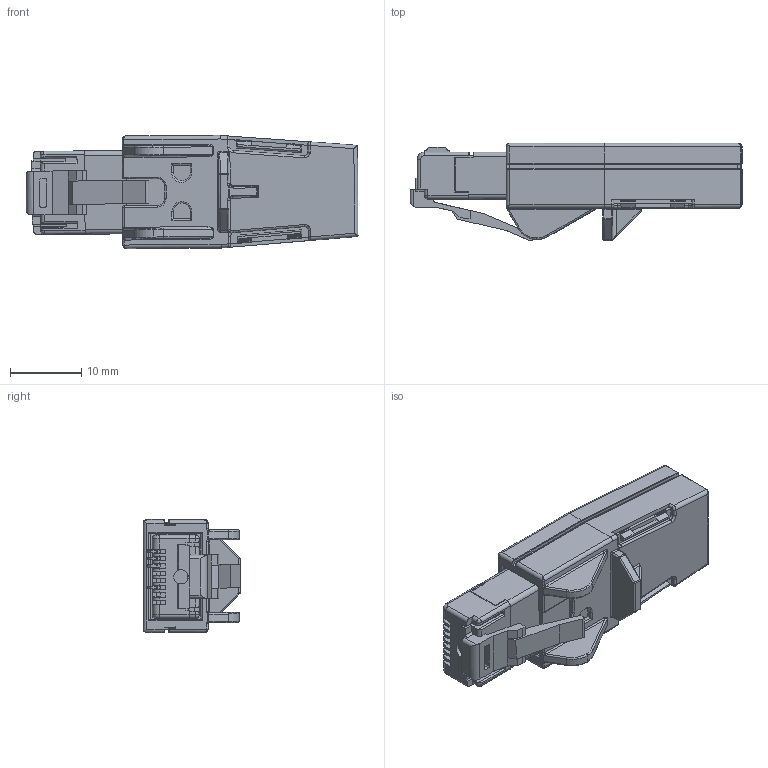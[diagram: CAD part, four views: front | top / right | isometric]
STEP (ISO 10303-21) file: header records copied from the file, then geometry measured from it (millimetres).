
FILE_DESCRIPTION (( 'STEP AP203' ), '1' );
FILE_NAME ('Customer-BB(090)A03_82-00870.STEP', '2021-02-24T16:35:38', ( '' ), ( '' ), 'SwSTEP 2.0', 'SolidWorks 2018', '' );
FILE_SCHEMA (( 'CONFIG_CONTROL_DESIGN' ));
Length unit declared in the file: millimetre
Products named in the file (1): Customer-BB(090)A03_82-00870
Bounding box: 46.59 x 13.69 x 15.88 mm (x, y, z)
Volume: 5477 mm3; surface area: 3742.7 mm2
Topology: 1 solids, 1 shells, 894 faces, 2376 edges, 1481 vertices
Faces by surface type: plane 516, cylinder 270, bspline 44, torus 38, sphere 26
Entity records: 28696 total; most frequent: CARTESIAN_POINT 6836, ORIENTED_EDGE 4700, DIRECTION 4332, EDGE_CURVE 2350, VECTOR 1692, LINE 1692, VERTEX_POINT 1481, AXIS2_PLACEMENT_3D 1320
